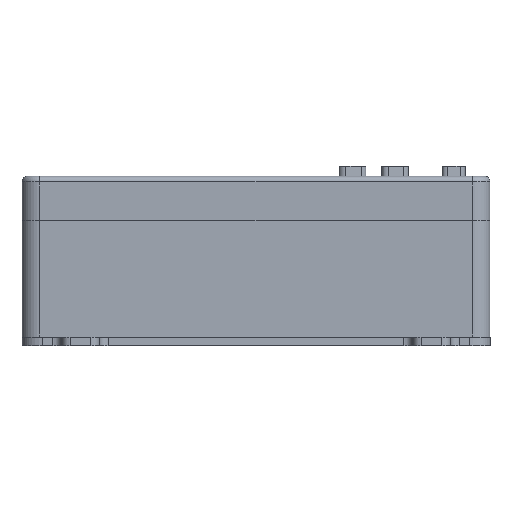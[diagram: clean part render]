
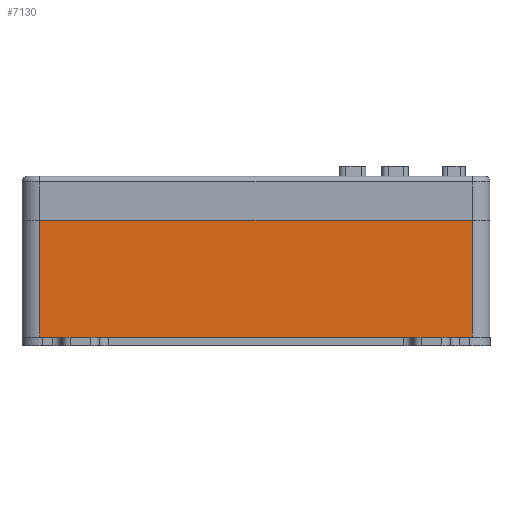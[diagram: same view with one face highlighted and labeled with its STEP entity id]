
A CAD part, front view. The second image highlights one B-rep face of the part: STEP entity #7130.
In plain terms, the highlighted planar face has unit normal (0, -1, 0).
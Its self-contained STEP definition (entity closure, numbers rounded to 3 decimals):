
#283 = VERTEX_POINT ( 'NONE', #19941 ) ;
#986 = FACE_OUTER_BOUND ( 'NONE', #8514, .T. ) ;
#1066 = DIRECTION ( 'NONE',  ( 0., 0., -1. ) ) ;
#1133 = CARTESIAN_POINT ( 'NONE',  ( -74., -40., 0. ) ) ;
#2002 = ORIENTED_EDGE ( 'NONE', *, *, #12218, .T. ) ;
#2027 = DIRECTION ( 'NONE',  ( 0., 1., 0. ) ) ;
#5964 = EDGE_CURVE ( 'NONE', #283, #30269, #31645, .T. ) ;
#7130 = ADVANCED_FACE ( 'NONE', ( #986 ), #15510, .F. ) ;
#8514 = EDGE_LOOP ( 'NONE', ( #28015, #10626, #22237, #2002 ) ) ;
#8586 = VECTOR ( 'NONE', #29783, 1000. ) ;
#9874 = CARTESIAN_POINT ( 'NONE',  ( 80., -40., 40. ) ) ;
#10626 = ORIENTED_EDGE ( 'NONE', *, *, #32495, .T. ) ;
#11623 = CARTESIAN_POINT ( 'NONE',  ( 74., -40., 40. ) ) ;
#12218 = EDGE_CURVE ( 'NONE', #31666, #30269, #14537, .T. ) ;
#12821 = VECTOR ( 'NONE', #30910, 1000. ) ;
#14537 = LINE ( 'NONE', #11623, #20775 ) ;
#15333 = CARTESIAN_POINT ( 'NONE',  ( 74., -40., 0. ) ) ;
#15510 = PLANE ( 'NONE',  #27738 ) ;
#17011 = LINE ( 'NONE', #33070, #27894 ) ;
#17926 = VERTEX_POINT ( 'NONE', #1133 ) ;
#19941 = CARTESIAN_POINT ( 'NONE',  ( -74., -40., 40. ) ) ;
#20775 = VECTOR ( 'NONE', #33254, 1000. ) ;
#21805 = CARTESIAN_POINT ( 'NONE',  ( 80., -40., 0. ) ) ;
#22237 = ORIENTED_EDGE ( 'NONE', *, *, #32984, .T. ) ;
#23599 = LINE ( 'NONE', #21805, #8586 ) ;
#25888 = DIRECTION ( 'NONE',  ( -1., 0., 0. ) ) ;
#25976 = CARTESIAN_POINT ( 'NONE',  ( 74., -40., 40. ) ) ;
#27738 = AXIS2_PLACEMENT_3D ( 'NONE', #34093, #2027, #25888 ) ;
#27894 = VECTOR ( 'NONE', #1066, 1000. ) ;
#28015 = ORIENTED_EDGE ( 'NONE', *, *, #5964, .F. ) ;
#29783 = DIRECTION ( 'NONE',  ( 1., 0., 0. ) ) ;
#30269 = VERTEX_POINT ( 'NONE', #25976 ) ;
#30910 = DIRECTION ( 'NONE',  ( 1., 0., 0. ) ) ;
#31645 = LINE ( 'NONE', #9874, #12821 ) ;
#31666 = VERTEX_POINT ( 'NONE', #15333 ) ;
#32495 = EDGE_CURVE ( 'NONE', #283, #17926, #17011, .T. ) ;
#32984 = EDGE_CURVE ( 'NONE', #17926, #31666, #23599, .T. ) ;
#33070 = CARTESIAN_POINT ( 'NONE',  ( -74., -40., 40. ) ) ;
#33254 = DIRECTION ( 'NONE',  ( 0., 0., 1. ) ) ;
#34093 = CARTESIAN_POINT ( 'NONE',  ( 80., -40., 40. ) ) ;
